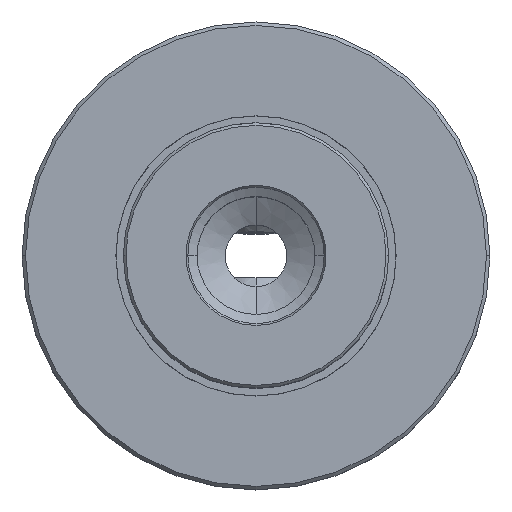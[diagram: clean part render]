
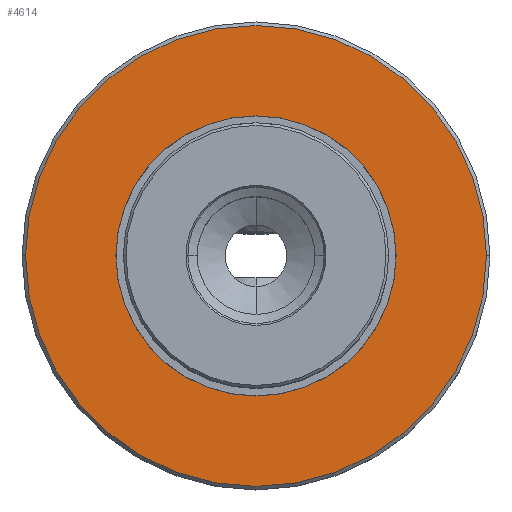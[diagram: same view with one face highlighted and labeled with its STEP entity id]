
A CAD part, top view. The second image highlights one B-rep face of the part: STEP entity #4614.
In plain terms, the highlighted planar face has unit normal (0, 0, 1).
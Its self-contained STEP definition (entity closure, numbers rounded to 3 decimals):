
#2254=VERTEX_POINT('NONE',#5775);
#2534=VERTEX_POINT('NONE',#6080);
#3328=EDGE_CURVE('NONE',#4216,#2254,#6961,.T.);
#3972=EDGE_CURVE('NONE',#2254,#4216,#7679,.T.);
#4216=VERTEX_POINT('NONE',#7949);
#4434=EDGE_CURVE('NONE',#5032,#2534,#8192,.T.);
#4614=ADVANCED_FACE('NONE',(#8391,#8392),#8393,.T.);
#4636=EDGE_CURVE('NONE',#2534,#5032,#8417,.T.);
#5032=VERTEX_POINT('NONE',#8850);
#5775=CARTESIAN_POINT('',(-31.275,0.,0.0));
#6080=CARTESIAN_POINT('',(-19.012,0.,0.0));
#6961=CIRCLE('',#13457,31.275);
#7679=CIRCLE('',#15297,31.275);
#7949=CARTESIAN_POINT('',(31.275,0.,0.0));
#8192=CIRCLE('',#16772,19.012);
#8391=FACE_OUTER_BOUND('',#17421,.T.);
#8392=FACE_BOUND('',#17422,.T.);
#8393=PLANE('',#17423);
#8417=CIRCLE('',#17498,19.012);
#8850=CARTESIAN_POINT('',(19.012,0.,0.0));
#13457=AXIS2_PLACEMENT_3D('',#20851,#20852,#20853);
#15297=AXIS2_PLACEMENT_3D('',#21652,#21653,#21654);
#16772=AXIS2_PLACEMENT_3D('',#22185,#22186,#22187);
#17421=EDGE_LOOP('',(#22388,#22389));
#17422=EDGE_LOOP('',(#22390,#22391));
#17423=AXIS2_PLACEMENT_3D('',#22392,#22393,#22394);
#17498=AXIS2_PLACEMENT_3D('',#22412,#22413,#22414);
#20851=CARTESIAN_POINT('',(0.0,0.0,0.0));
#20852=DIRECTION('',(0.0,0.0,-1.0));
#20853=DIRECTION('',(0.0,1.0,0.0));
#21652=CARTESIAN_POINT('',(0.0,0.0,0.0));
#21653=DIRECTION('',(0.0,0.0,-1.0));
#21654=DIRECTION('',(0.0,1.0,0.0));
#22185=CARTESIAN_POINT('',(0.0,0.0,0.0));
#22186=DIRECTION('',(0.0,-0.0,1.0));
#22187=DIRECTION('',(0.0,1.0,0.0));
#22388=ORIENTED_EDGE('',*,*,#3972,.F.);
#22389=ORIENTED_EDGE('',*,*,#3328,.F.);
#22390=ORIENTED_EDGE('',*,*,#4434,.F.);
#22391=ORIENTED_EDGE('',*,*,#4636,.F.);
#22392=CARTESIAN_POINT('',(-18.0,0.0,0.0));
#22393=DIRECTION('',(-0.0,0.0,1.0));
#22394=DIRECTION('',(0.0,1.0,0.0));
#22412=CARTESIAN_POINT('',(0.0,0.0,0.0));
#22413=DIRECTION('',(0.0,-0.0,1.0));
#22414=DIRECTION('',(0.0,1.0,0.0));
